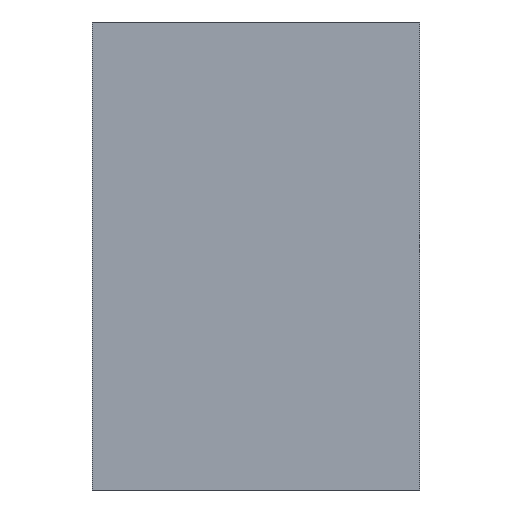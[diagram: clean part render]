
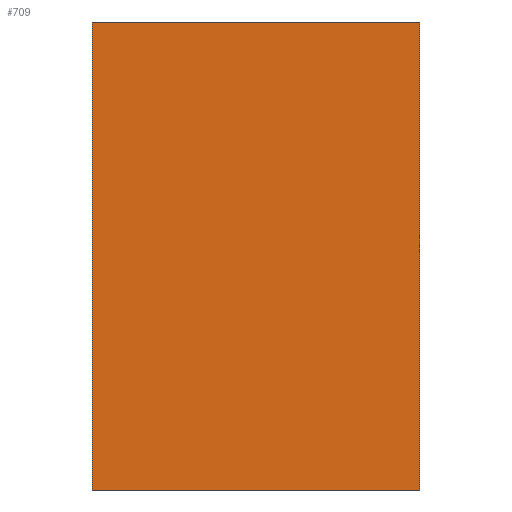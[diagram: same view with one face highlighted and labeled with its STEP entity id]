
A CAD part, left-side view. The second image highlights one B-rep face of the part: STEP entity #709.
In plain terms, the highlighted planar face has unit normal (-1, 0, 0).
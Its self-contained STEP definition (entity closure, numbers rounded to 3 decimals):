
#94 = CARTESIAN_POINT ( 'NONE',  ( -138.5, 17.5, 25. ) ) ;
#96 = LINE ( 'NONE', #1442, #1112 ) ;
#265 = VERTEX_POINT ( 'NONE', #725 ) ;
#268 = EDGE_CURVE ( 'NONE', #265, #2375, #96, .T. ) ;
#288 = CARTESIAN_POINT ( 'NONE',  ( -138.5, 0., 25. ) ) ;
#355 = ORIENTED_EDGE ( 'NONE', *, *, #1533, .F. ) ;
#417 = CARTESIAN_POINT ( 'NONE',  ( -138.5, 0., 0. ) ) ;
#479 = DIRECTION ( 'NONE',  ( 0., -1., 0. ) ) ;
#499 = EDGE_LOOP ( 'NONE', ( #550, #355, #1107, #766 ) ) ;
#550 = ORIENTED_EDGE ( 'NONE', *, *, #268, .T. ) ;
#709 = ADVANCED_FACE ( 'NONE', ( #1356 ), #2141, .T. ) ;
#725 = CARTESIAN_POINT ( 'NONE',  ( -138.5, 0., 0. ) ) ;
#766 = ORIENTED_EDGE ( 'NONE', *, *, #1719, .T. ) ;
#1045 = VERTEX_POINT ( 'NONE', #2492 ) ;
#1107 = ORIENTED_EDGE ( 'NONE', *, *, #2473, .T. ) ;
#1112 = VECTOR ( 'NONE', #1661, 1000. ) ;
#1210 = VERTEX_POINT ( 'NONE', #94 ) ;
#1356 = FACE_OUTER_BOUND ( 'NONE', #499, .T. ) ;
#1442 = CARTESIAN_POINT ( 'NONE',  ( -138.5, 0., 20. ) ) ;
#1471 = VECTOR ( 'NONE', #2505, 1000. ) ;
#1497 = CARTESIAN_POINT ( 'NONE',  ( -138.5, 17.5, 20. ) ) ;
#1533 = EDGE_CURVE ( 'NONE', #1210, #2375, #1838, .T. ) ;
#1661 = DIRECTION ( 'NONE',  ( 0., 0., 1. ) ) ;
#1667 = DIRECTION ( 'NONE',  ( 0., 0., 1. ) ) ;
#1702 = CARTESIAN_POINT ( 'NONE',  ( -138.5, 0., 25. ) ) ;
#1719 = EDGE_CURVE ( 'NONE', #1045, #265, #3133, .T. ) ;
#1838 = LINE ( 'NONE', #1702, #2436 ) ;
#1896 = LINE ( 'NONE', #1497, #1471 ) ;
#2141 = PLANE ( 'NONE',  #3126 ) ;
#2354 = DIRECTION ( 'NONE',  ( -1., 0., 0. ) ) ;
#2360 = VECTOR ( 'NONE', #2751, 1000. ) ;
#2375 = VERTEX_POINT ( 'NONE', #288 ) ;
#2436 = VECTOR ( 'NONE', #479, 1000. ) ;
#2473 = EDGE_CURVE ( 'NONE', #1210, #1045, #1896, .T. ) ;
#2490 = CARTESIAN_POINT ( 'NONE',  ( -138.5, 0., 0. ) ) ;
#2492 = CARTESIAN_POINT ( 'NONE',  ( -138.5, 17.5, 0. ) ) ;
#2505 = DIRECTION ( 'NONE',  ( 0., 0., -1. ) ) ;
#2751 = DIRECTION ( 'NONE',  ( 0., -1., 0. ) ) ;
#3126 = AXIS2_PLACEMENT_3D ( 'NONE', #417, #2354, #1667 ) ;
#3133 = LINE ( 'NONE', #2490, #2360 ) ;
